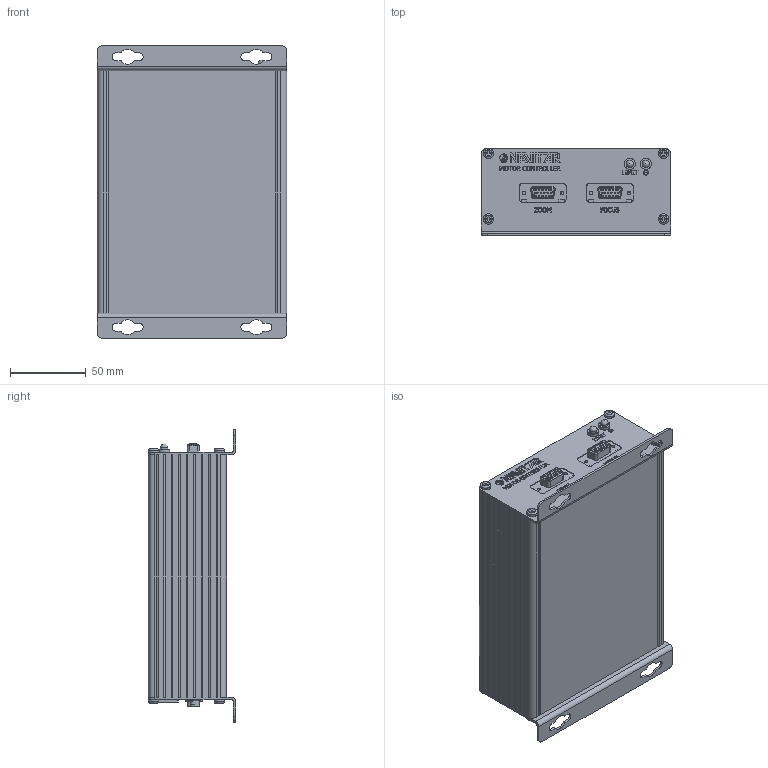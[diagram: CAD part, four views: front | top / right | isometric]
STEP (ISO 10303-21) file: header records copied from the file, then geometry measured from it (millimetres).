
FILE_DESCRIPTION(/* description */ (''),/* implementation_level */ '2;1');
FILE_NAME(/* name */ '40233_0.stp',/* time_stamp */ '2018-02-12T10:23:00-05:00',/* author */ ('DEROSA'),/* organization */ ('NAVITAR'),/* preprocessor_version */ 'ST-DEVELOPER v17',/* originating_system */ 'Autodesk Inventor 2018',/* authorisation */ '');
FILE_SCHEMA (('AUTOMOTIVE_DESIGN { 1 0 10303 214 3 1 1 }'));
Products named in the file (1): 40233_Shrinkwrap_1
Bounding box: 125 x 57.53 x 193.2 mm (x, y, z)
Volume: 209605.3 mm3; surface area: 221556.4 mm2
Topology: 2 solids, 2 shells, 4095 faces, 11563 edges, 7710 vertices
Faces by surface type: plane 3071, cylinder 588, bspline 388, cone 26, torus 20, sphere 2
Full cylindrical faces by diameter (mm): 0.635 x18, 1 x30, 1.143 x9, 1.587 x2, 2 x3, 2.083 x9, 2.261 x4, 2.845 x4, 3.099 x4, 3.2 x6, 3.505 x8, 3.708 x2, 3.81 x2, 4 x8, 4.5 x2, 4.775 x2, 4.851 x2, 5.677 x2, 6.096 x2, 6.5 x1, 6.528 x2, 6.858 x8, 7.29 x2
Entity records: 141198 total; most frequent: CARTESIAN_POINT 31474, ORIENTED_EDGE 23122, DIRECTION 19735, EDGE_CURVE 11561, LINE 9119, VECTOR 9119, VERTEX_POINT 7710, AXIS2_PLACEMENT_3D 5308
